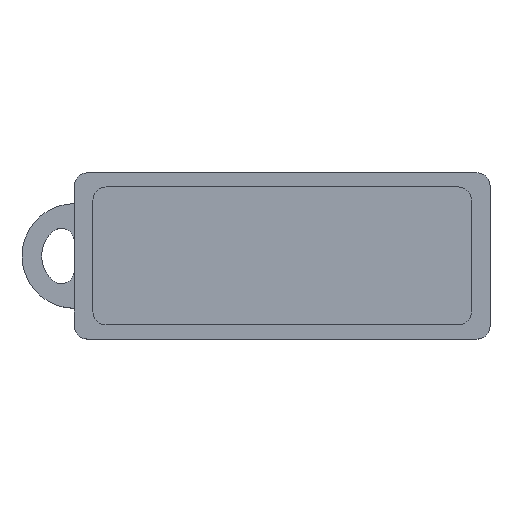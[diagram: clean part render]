
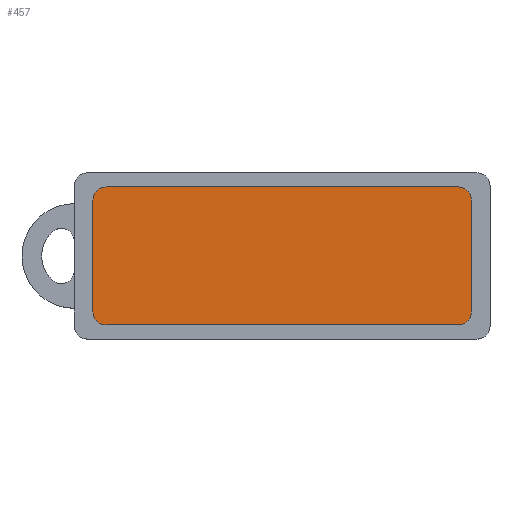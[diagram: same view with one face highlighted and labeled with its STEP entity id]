
A CAD part, top view. The second image highlights one B-rep face of the part: STEP entity #457.
In plain terms, the highlighted planar face has unit normal (0, 0, 1).
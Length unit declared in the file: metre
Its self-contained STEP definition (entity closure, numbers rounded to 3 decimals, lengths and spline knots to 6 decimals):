
#55=LINE('',#768,#97);
#57=LINE('',#772,#99);
#60=LINE('',#778,#102);
#63=LINE('',#784,#105);
#97=VECTOR('',#628,1.);
#99=VECTOR('',#632,1.);
#102=VECTOR('',#637,1.);
#105=VECTOR('',#642,1.);
#216=ORIENTED_EDGE('',*,*,#291,.T.);
#217=ORIENTED_EDGE('',*,*,#302,.T.);
#218=ORIENTED_EDGE('',*,*,#293,.F.);
#219=ORIENTED_EDGE('',*,*,#303,.T.);
#220=ORIENTED_EDGE('',*,*,#296,.F.);
#221=ORIENTED_EDGE('',*,*,#304,.T.);
#222=ORIENTED_EDGE('',*,*,#299,.T.);
#223=ORIENTED_EDGE('',*,*,#305,.T.);
#291=EDGE_CURVE('',#343,#342,#55,.T.);
#293=EDGE_CURVE('',#344,#345,#57,.T.);
#296=EDGE_CURVE('',#346,#347,#60,.T.);
#299=EDGE_CURVE('',#348,#349,#63,.T.);
#302=EDGE_CURVE('',#342,#345,#370,.T.);
#303=EDGE_CURVE('',#344,#347,#371,.T.);
#304=EDGE_CURVE('',#346,#348,#372,.T.);
#305=EDGE_CURVE('',#349,#343,#373,.T.);
#342=VERTEX_POINT('',#767);
#343=VERTEX_POINT('',#769);
#344=VERTEX_POINT('',#773);
#345=VERTEX_POINT('',#774);
#346=VERTEX_POINT('',#779);
#347=VERTEX_POINT('',#780);
#348=VERTEX_POINT('',#785);
#349=VERTEX_POINT('',#786);
#370=CIRCLE('',#515,0.002);
#371=CIRCLE('',#516,0.002);
#372=CIRCLE('',#517,0.002);
#373=CIRCLE('',#518,0.002);
#395=EDGE_LOOP('',(#216,#217,#218,#219,#220,#221,#222,#223));
#421=FACE_BOUND('',#395,.T.);
#437=PLANE('',#514);
#457=ADVANCED_FACE('',(#421),#437,.T.);
#514=AXIS2_PLACEMENT_3D('',#789,#645,#646);
#515=AXIS2_PLACEMENT_3D('',#790,#647,#648);
#516=AXIS2_PLACEMENT_3D('',#791,#649,#650);
#517=AXIS2_PLACEMENT_3D('',#792,#651,#652);
#518=AXIS2_PLACEMENT_3D('',#793,#653,#654);
#628=DIRECTION('',(0.,-1.,0.));
#632=DIRECTION('',(-1.,0.,0.));
#637=DIRECTION('',(0.,-1.,0.));
#642=DIRECTION('',(-1.,0.,0.));
#645=DIRECTION('',(0.,0.,1.));
#646=DIRECTION('',(1.,0.,0.));
#647=DIRECTION('',(0.,0.,1.));
#648=DIRECTION('',(1.,0.,0.));
#649=DIRECTION('',(0.,0.,1.));
#650=DIRECTION('',(1.,0.,0.));
#651=DIRECTION('',(0.,0.,1.));
#652=DIRECTION('',(1.,0.,0.));
#653=DIRECTION('',(0.,0.,1.));
#654=DIRECTION('',(1.,0.,0.));
#767=CARTESIAN_POINT('',(0.00284,0.004155,0.004));
#768=CARTESIAN_POINT('',(0.00284,0.017973,0.004));
#769=CARTESIAN_POINT('',(0.00284,0.021245,0.004));
#772=CARTESIAN_POINT('',(0.03175,0.002155,0.004));
#773=CARTESIAN_POINT('',(0.05866,0.002155,0.004));
#774=CARTESIAN_POINT('',(0.00484,0.002155,0.004));
#778=CARTESIAN_POINT('',(0.06066,0.017973,0.004));
#779=CARTESIAN_POINT('',(0.06066,0.021245,0.004));
#780=CARTESIAN_POINT('',(0.06066,0.004155,0.004));
#784=CARTESIAN_POINT('',(0.03175,0.023245,0.004));
#785=CARTESIAN_POINT('',(0.05866,0.023245,0.004));
#786=CARTESIAN_POINT('',(0.00484,0.023245,0.004));
#789=CARTESIAN_POINT('',(0.03175,0.0127,0.004));
#790=CARTESIAN_POINT('',(0.00484,0.004155,0.004));
#791=CARTESIAN_POINT('',(0.05866,0.004155,0.004));
#792=CARTESIAN_POINT('',(0.05866,0.021245,0.004));
#793=CARTESIAN_POINT('',(0.00484,0.021245,0.004));
